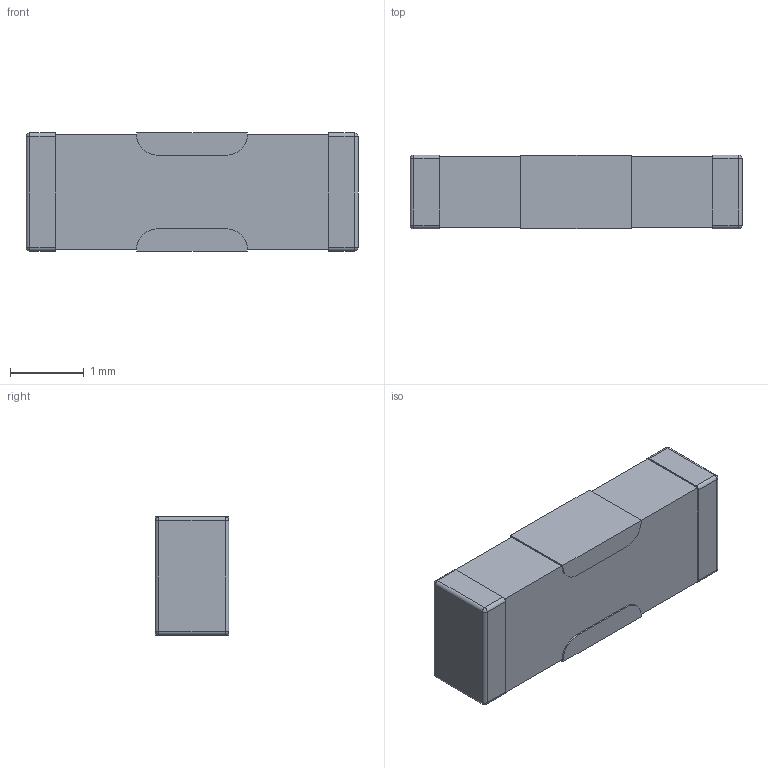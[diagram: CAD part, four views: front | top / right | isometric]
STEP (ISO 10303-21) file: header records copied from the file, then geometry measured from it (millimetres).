
FILE_DESCRIPTION (( 'STEP AP214' ), '1' );
FILE_NAME ('717654BF-7C8D-4966-94F6-60D91174FDC2.STEP', '2025-11-06T13:13:03', ( '' ), ( '' ), 'SwSTEP 2.0', 'SolidWorks 2022', '' );
FILE_SCHEMA (( 'AUTOMOTIVE_DESIGN' ));
Length unit declared in the file: millimetre
Products named in the file (1): 717654BF-7C8D-4966-94F6-60D91174FDC2
Bounding box: 4.5 x 1 x 1.6 mm (x, y, z)
Volume: 6.9 mm3; surface area: 26.4 mm2
Topology: 1 solids, 1 shells, 64 faces, 156 edges, 88 vertices
Faces by surface type: plane 32, cylinder 24, sphere 8
Entity records: 2258 total; most frequent: DIRECTION 326, CARTESIAN_POINT 301, ORIENTED_EDGE 296, EDGE_CURVE 148, AXIS2_PLACEMENT_3D 113, LINE 100, VECTOR 100, VERTEX_POINT 88
